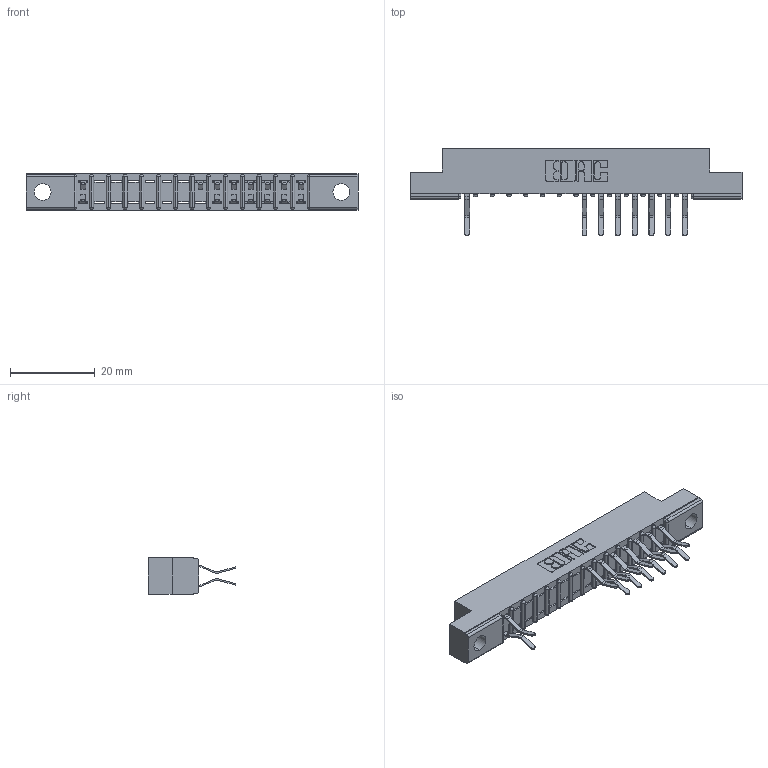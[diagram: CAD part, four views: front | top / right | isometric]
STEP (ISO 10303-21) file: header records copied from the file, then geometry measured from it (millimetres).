
FILE_DESCRIPTION (( 'STEP AP203' ), '1' );
FILE_NAME ('357-028-560-202.STEP', '2018-08-09T07:09:01', ( '' ), ( '' ), 'SwSTEP 2.0', 'SolidWorks 2016', '' );
FILE_SCHEMA (( 'CONFIG_CONTROL_DESIGN' ));
Length unit declared in the file: inch
Products named in the file (3): 307 Part_.128 Dia Mounting Holes; 307-290-001_560; 357-028-560-202
Assembly tree (16 placements, depth 2):
  357-028-560-202
    307 Part_.128 Dia Mounting Holes
    307-290-001_560  x15
Bounding box: 78.49 x 20.73 x 8.71 mm (x, y, z)
Volume: 4897.2 mm3; surface area: 7198.9 mm2
Topology: 16 solids, 16 shells, 1013 faces, 2869 edges, 1850 vertices
Faces by surface type: plane 643, cylinder 340, sphere 30
Entity records: 15592 total; most frequent: CARTESIAN_POINT 2613, ORIENTED_EDGE 2598, DIRECTION 2559, EDGE_CURVE 1299, VECTOR 983, LINE 983, VERTEX_POINT 842, AXIS2_PLACEMENT_3D 788
